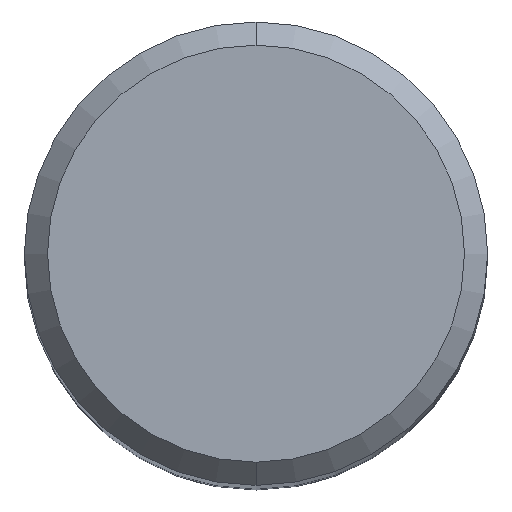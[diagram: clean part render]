
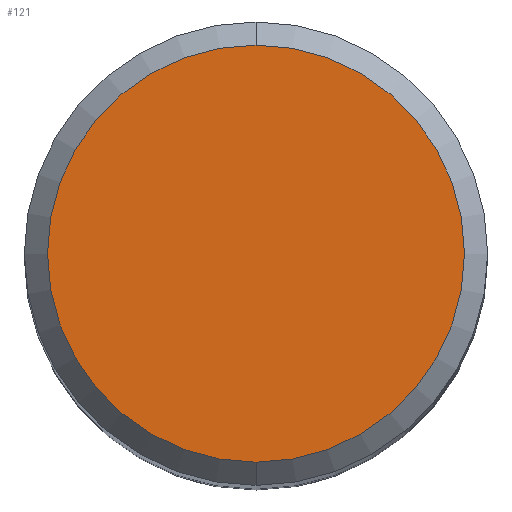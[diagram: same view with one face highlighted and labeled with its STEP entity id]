
A CAD part, top view. The second image highlights one B-rep face of the part: STEP entity #121.
In plain terms, the highlighted planar face has unit normal (0, 0, 1).
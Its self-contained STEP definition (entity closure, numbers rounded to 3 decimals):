
#87=EDGE_CURVE('',#125,#89,#202,.T.);
#89=VERTEX_POINT('',#204);
#121=ADVANCED_FACE('',(#240),#241,.T.);
#125=VERTEX_POINT('',#246);
#161=EDGE_CURVE('',#89,#125,#286,.T.);
#202=CIRCLE('',#320,7.2);
#204=CARTESIAN_POINT('',(0.,-7.2,0.0));
#240=FACE_OUTER_BOUND('',#365,.T.);
#241=PLANE('',#366);
#246=CARTESIAN_POINT('',(0.0,7.2,0.0));
#286=CIRCLE('',#427,7.2);
#320=AXIS2_PLACEMENT_3D('',#447,#448,#449);
#365=EDGE_LOOP('',(#499,#500));
#366=AXIS2_PLACEMENT_3D('',#501,#502,#503);
#427=AXIS2_PLACEMENT_3D('',#566,#567,#568);
#447=CARTESIAN_POINT('',(0.0,0.0,0.0));
#448=DIRECTION('',(0.0,0.0,-1.0));
#449=DIRECTION('',(0.0,1.0,0.0));
#499=ORIENTED_EDGE('',*,*,#87,.F.);
#500=ORIENTED_EDGE('',*,*,#161,.F.);
#501=CARTESIAN_POINT('',(0.0,3.6,0.0));
#502=DIRECTION('',(-0.0,0.0,1.0));
#503=DIRECTION('',(0.0,-1.0,0.0));
#566=CARTESIAN_POINT('',(0.0,0.0,0.0));
#567=DIRECTION('',(0.0,0.0,-1.0));
#568=DIRECTION('',(0.0,1.0,0.0));
